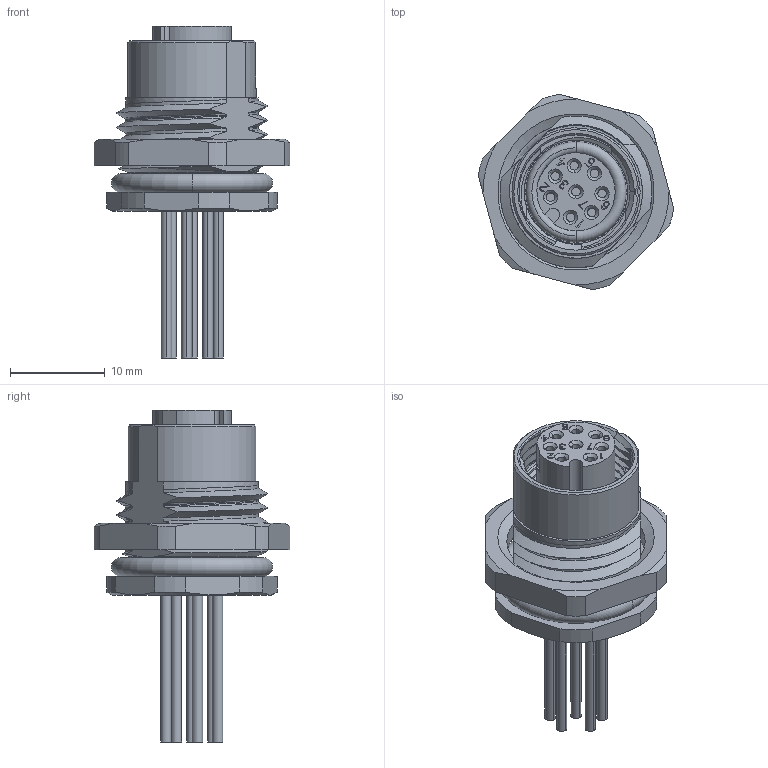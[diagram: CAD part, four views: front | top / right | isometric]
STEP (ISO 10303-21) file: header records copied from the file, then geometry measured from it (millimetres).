
FILE_DESCRIPTION((''),'2;1');
FILE_NAME('CAD-8600_SW0001','2023-01-23T09:15:16',('creinig-se'),(''),'CREO PARAMETRIC BY PTC INC, 2019292','CREO PARAMETRIC BY PTC INC, 2019292','');
FILE_SCHEMA(('CONFIG_CONTROL_DESIGN','SHAPE_APPEARANCE_LAYERS_GROUPS'));
Length unit declared in the file: millimetre
Products named in the file (1): CAD-8600_SW0001
Bounding box: 20.61 x 20.61 x 35 mm (x, y, z)
Volume: 3202.6 mm3; surface area: 3429.4 mm2
Topology: 1 solids, 1 shells, 515 faces, 1544 edges, 1051 vertices
Faces by surface type: plane 303, cylinder 104, bspline 64, cone 34, torus 10
Entity records: 27240 total; most frequent: CARTESIAN_POINT 10160, ORIENTED_EDGE 3088, DIRECTION 2397, EDGE_CURVE 1544, VERTEX_POINT 1051, VECTOR 911, LINE 911, AXIS2_PLACEMENT_3D 743
